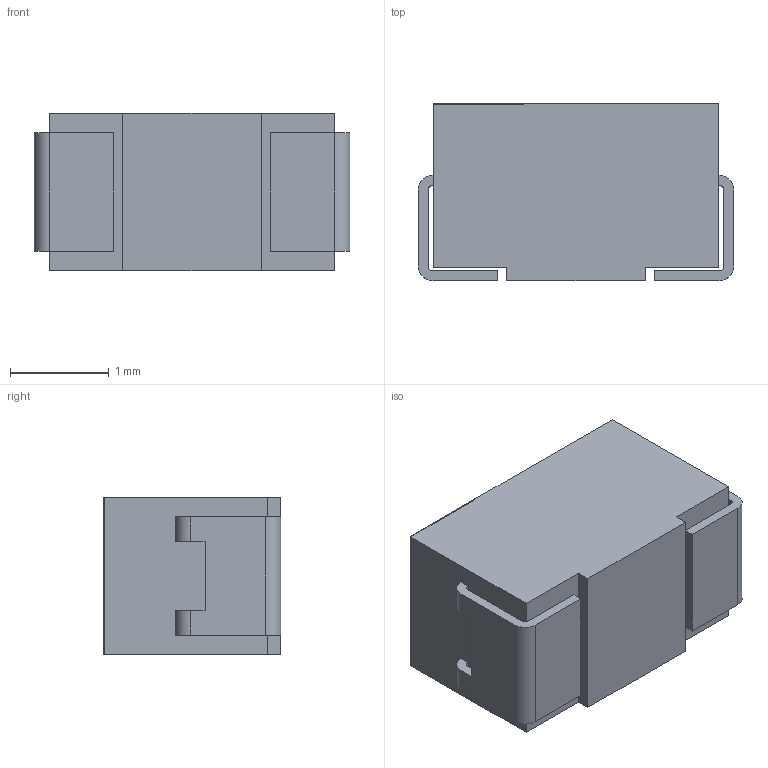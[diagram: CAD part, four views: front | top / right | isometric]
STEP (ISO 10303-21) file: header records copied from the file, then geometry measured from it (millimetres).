
FILE_DESCRIPTION (( 'STEP AP214' ), '1' );
FILE_NAME ('TCJA106M025R0150E.STEP', '2021-01-22T12:28:40', ( '' ), ( '' ), 'SwSTEP 2.0', 'SolidWorks 2017', '' );
FILE_SCHEMA (( 'AUTOMOTIVE_DESIGN' ));
Length unit declared in the file: millimetre
Products named in the file (1): TCJA106M025R0150E
Bounding box: 3.2 x 1.8 x 1.6 mm (x, y, z)
Volume: 8.4 mm3; surface area: 36.8 mm2
Topology: 4 solids, 4 shells, 54 faces, 138 edges, 92 vertices
Faces by surface type: plane 42, cylinder 12
Entity records: 1687 total; most frequent: CARTESIAN_POINT 285, ORIENTED_EDGE 276, DIRECTION 272, EDGE_CURVE 138, LINE 114, VECTOR 114, VERTEX_POINT 92, AXIS2_PLACEMENT_3D 79
